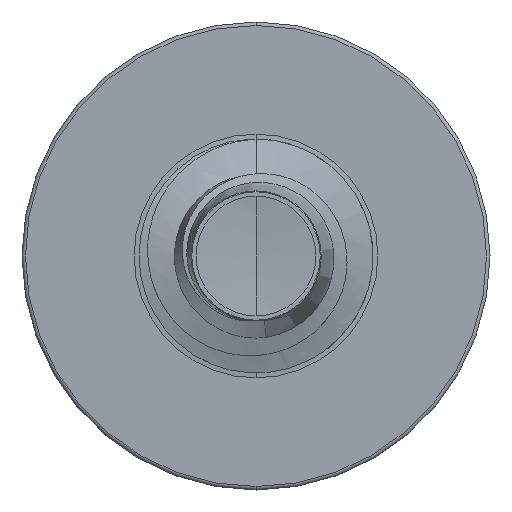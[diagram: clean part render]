
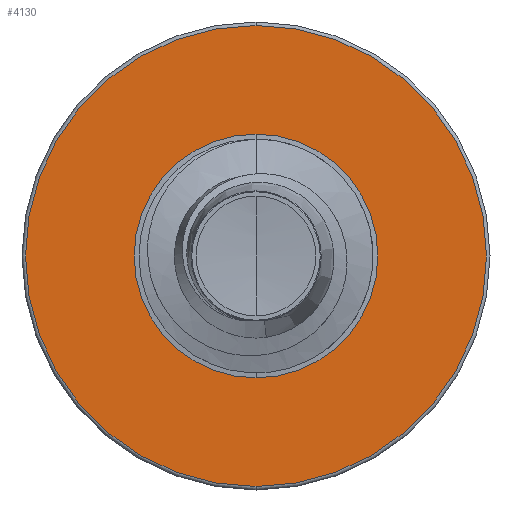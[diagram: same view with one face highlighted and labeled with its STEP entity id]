
A CAD part, front view. The second image highlights one B-rep face of the part: STEP entity #4130.
In plain terms, the highlighted planar face has unit normal (0, -1, 0).
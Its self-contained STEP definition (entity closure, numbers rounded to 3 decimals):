
#670 = EDGE_CURVE ( 'NONE', #7929, #4726, #8455, .T. ) ;
#715 = EDGE_CURVE ( 'NONE', #9898, #8712, #8021, .T. ) ;
#853 = EDGE_CURVE ( 'NONE', #4726, #7929, #2511, .T. ) ;
#872 = DIRECTION ( 'NONE',  ( 0., 0., 1. ) ) ;
#876 = DIRECTION ( 'NONE',  ( 0., 1., 0. ) ) ;
#892 = CARTESIAN_POINT ( 'NONE',  ( 0., 3., 0. ) ) ;
#1240 = DIRECTION ( 'NONE',  ( 0., 1., 0. ) ) ;
#1257 = DIRECTION ( 'NONE',  ( 0., 0., 1. ) ) ;
#2132 = CARTESIAN_POINT ( 'NONE',  ( 0., 3., -2.955 ) ) ;
#2320 = CARTESIAN_POINT ( 'NONE',  ( 0., 3., 1.562 ) ) ;
#2426 = CARTESIAN_POINT ( 'NONE',  ( 0., 3., -1.562 ) ) ;
#2511 = CIRCLE ( 'NONE', #4707, 1.562 ) ;
#2954 = FACE_BOUND ( 'NONE', #9757, .T. ) ;
#3379 = CARTESIAN_POINT ( 'NONE',  ( 0., 3., -1.562 ) ) ;
#4107 = DIRECTION ( 'NONE',  ( 0., 0., 1. ) ) ;
#4130 = ADVANCED_FACE ( 'NONE', ( #9805, #2954 ), #9257, .F. ) ;
#4141 = DIRECTION ( 'NONE',  ( 0., 1., 0. ) ) ;
#4631 = ORIENTED_EDGE ( 'NONE', *, *, #10092, .F. ) ;
#4707 = AXIS2_PLACEMENT_3D ( 'NONE', #892, #876, #872 ) ;
#4726 = VERTEX_POINT ( 'NONE', #3379 ) ;
#4894 = CARTESIAN_POINT ( 'NONE',  ( 0., 3., 0. ) ) ;
#4937 = AXIS2_PLACEMENT_3D ( 'NONE', #2426, #1240, #1257 ) ;
#5189 = DIRECTION ( 'NONE',  ( 0., 0., 1. ) ) ;
#5214 = DIRECTION ( 'NONE',  ( 0., 1., 0. ) ) ;
#5215 = CARTESIAN_POINT ( 'NONE',  ( 0., 3., 0. ) ) ;
#6006 = ORIENTED_EDGE ( 'NONE', *, *, #853, .T. ) ;
#6135 = CIRCLE ( 'NONE', #8938, 2.955 ) ;
#7194 = ORIENTED_EDGE ( 'NONE', *, *, #670, .T. ) ;
#7262 = DIRECTION ( 'NONE',  ( 0., 0., 1. ) ) ;
#7282 = DIRECTION ( 'NONE',  ( 0., 1., 0. ) ) ;
#7288 = CARTESIAN_POINT ( 'NONE',  ( 0., 3., 0. ) ) ;
#7437 = EDGE_LOOP ( 'NONE', ( #7872, #4631 ) ) ;
#7872 = ORIENTED_EDGE ( 'NONE', *, *, #715, .F. ) ;
#7929 = VERTEX_POINT ( 'NONE', #2320 ) ;
#8021 = CIRCLE ( 'NONE', #9852, 2.955 ) ;
#8197 = CARTESIAN_POINT ( 'NONE',  ( 0., 3., 2.955 ) ) ;
#8455 = CIRCLE ( 'NONE', #8503, 1.562 ) ;
#8503 = AXIS2_PLACEMENT_3D ( 'NONE', #5215, #5214, #5189 ) ;
#8712 = VERTEX_POINT ( 'NONE', #2132 ) ;
#8938 = AXIS2_PLACEMENT_3D ( 'NONE', #7288, #7282, #7262 ) ;
#9257 = PLANE ( 'NONE',  #4937 ) ;
#9757 = EDGE_LOOP ( 'NONE', ( #7194, #6006 ) ) ;
#9805 = FACE_OUTER_BOUND ( 'NONE', #7437, .T. ) ;
#9852 = AXIS2_PLACEMENT_3D ( 'NONE', #4894, #4141, #4107 ) ;
#9898 = VERTEX_POINT ( 'NONE', #8197 ) ;
#10092 = EDGE_CURVE ( 'NONE', #8712, #9898, #6135, .T. ) ;
